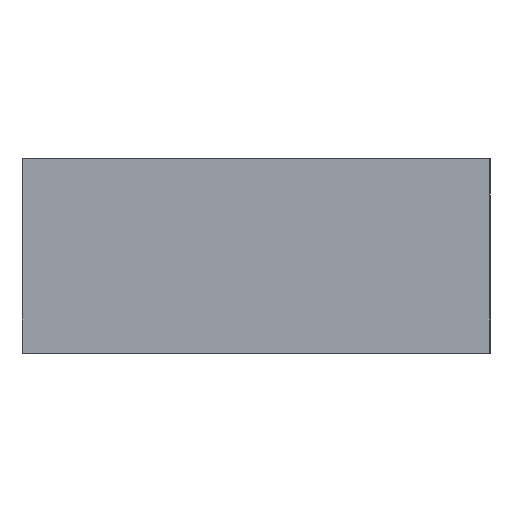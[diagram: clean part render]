
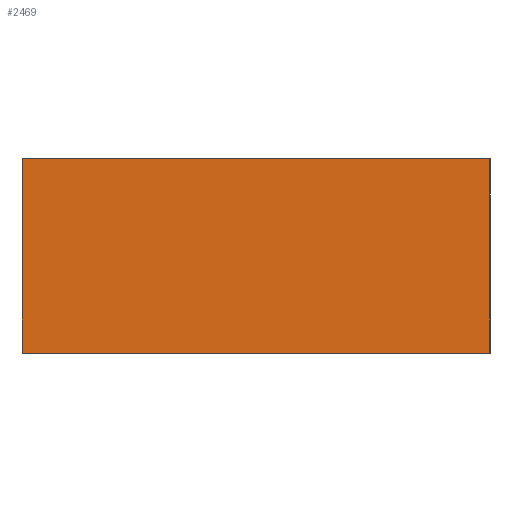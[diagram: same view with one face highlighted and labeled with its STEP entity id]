
A CAD part, top view. The second image highlights one B-rep face of the part: STEP entity #2469.
In plain terms, the highlighted planar face has unit normal (0, 0, 1).
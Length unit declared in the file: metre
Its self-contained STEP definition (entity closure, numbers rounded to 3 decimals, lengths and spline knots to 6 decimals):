
#252=LINE('',#3948,#456);
#253=LINE('',#3951,#457);
#254=LINE('',#3953,#458);
#255=LINE('',#3955,#459);
#456=VECTOR('',#2946,1.);
#457=VECTOR('',#2947,1.);
#458=VECTOR('',#2948,1.);
#459=VECTOR('',#2949,1.);
#541=PLANE('',#2570);
#923=ORIENTED_EDGE('',*,*,#1264,.T.);
#924=ORIENTED_EDGE('',*,*,#1265,.F.);
#925=ORIENTED_EDGE('',*,*,#1266,.F.);
#926=ORIENTED_EDGE('',*,*,#1267,.T.);
#1264=EDGE_CURVE('',#1434,#1435,#252,.T.);
#1265=EDGE_CURVE('',#1436,#1435,#253,.T.);
#1266=EDGE_CURVE('',#1437,#1436,#254,.T.);
#1267=EDGE_CURVE('',#1437,#1434,#255,.T.);
#1434=VERTEX_POINT('',#3949);
#1435=VERTEX_POINT('',#3950);
#1436=VERTEX_POINT('',#3952);
#1437=VERTEX_POINT('',#3954);
#1546=EDGE_LOOP('',(#923,#924,#925,#926));
#1662=FACE_BOUND('',#1546,.T.);
#2469=ADVANCED_FACE('',(#1662),#541,.F.);
#2570=AXIS2_PLACEMENT_3D('',#3947,#2944,#2945);
#2944=DIRECTION('',(0.,0.,-1.));
#2945=DIRECTION('',(-1.,0.,0.));
#2946=DIRECTION('',(-1.,0.,0.));
#2947=DIRECTION('',(0.,1.,0.));
#2948=DIRECTION('',(-1.,0.,0.));
#2949=DIRECTION('',(0.,1.,0.));
#3947=CARTESIAN_POINT('',(0.009,-0.00375,0.00745));
#3948=CARTESIAN_POINT('',(0.009,0.00375,0.00745));
#3949=CARTESIAN_POINT('',(0.009,0.00375,0.00745));
#3950=CARTESIAN_POINT('',(-0.009,0.00375,0.00745));
#3951=CARTESIAN_POINT('',(-0.009,-0.00375,0.00745));
#3952=CARTESIAN_POINT('',(-0.009,-0.00375,0.00745));
#3953=CARTESIAN_POINT('',(0.009,-0.00375,0.00745));
#3954=CARTESIAN_POINT('',(0.009,-0.00375,0.00745));
#3955=CARTESIAN_POINT('',(0.009,-0.00375,0.00745));
